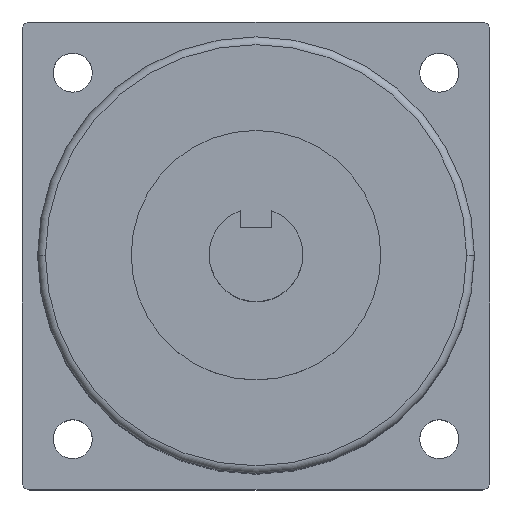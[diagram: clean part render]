
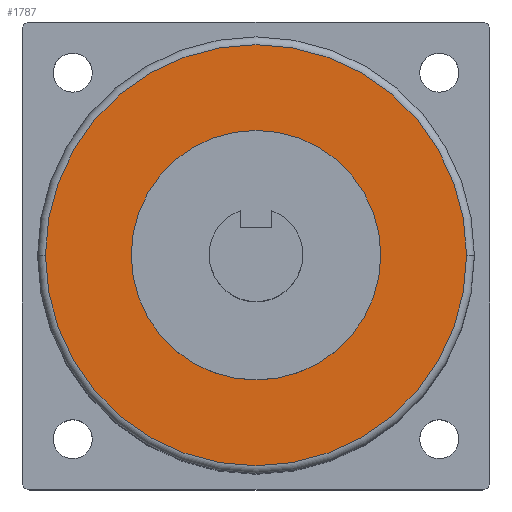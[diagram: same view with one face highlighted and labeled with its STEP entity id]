
A CAD part, top view. The second image highlights one B-rep face of the part: STEP entity #1787.
In plain terms, the highlighted planar face has unit normal (0, 0, 1).
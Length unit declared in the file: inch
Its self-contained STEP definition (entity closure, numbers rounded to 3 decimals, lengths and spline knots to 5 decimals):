
#70 = CARTESIAN_POINT ( 'NONE',  ( 0., 0., 4.56693 ) ) ;
#169 = CARTESIAN_POINT ( 'NONE',  ( 0.62992, 0., 4.56693 ) ) ;
#203 = EDGE_LOOP ( 'NONE', ( #2516, #1105 ) ) ;
#480 = DIRECTION ( 'NONE',  ( 0., 0., 1. ) ) ;
#580 = CIRCLE ( 'NONE', #2436, 0.62992 ) ;
#597 = CARTESIAN_POINT ( 'NONE',  ( 1.06299, 0., 4.56693 ) ) ;
#620 = VERTEX_POINT ( 'NONE', #2177 ) ;
#735 = DIRECTION ( 'NONE',  ( -1., 0., 0. ) ) ;
#748 = PLANE ( 'NONE',  #2144 ) ;
#756 = VERTEX_POINT ( 'NONE', #169 ) ;
#832 = EDGE_LOOP ( 'NONE', ( #2336, #2931 ) ) ;
#856 = CIRCLE ( 'NONE', #1240, 1.06299 ) ;
#958 = FACE_BOUND ( 'NONE', #832, .T. ) ;
#1005 = CARTESIAN_POINT ( 'NONE',  ( 0., 0., 4.56693 ) ) ;
#1105 = ORIENTED_EDGE ( 'NONE', *, *, #1679, .T. ) ;
#1150 = CIRCLE ( 'NONE', #1569, 1.06299 ) ;
#1232 = VERTEX_POINT ( 'NONE', #2324 ) ;
#1240 = AXIS2_PLACEMENT_3D ( 'NONE', #70, #1429, #735 ) ;
#1363 = DIRECTION ( 'NONE',  ( -1., 0., 0. ) ) ;
#1398 = DIRECTION ( 'NONE',  ( 0., 0., 1. ) ) ;
#1429 = DIRECTION ( 'NONE',  ( 0., 0., 1. ) ) ;
#1433 = CIRCLE ( 'NONE', #1666, 0.62992 ) ;
#1508 = DIRECTION ( 'NONE',  ( 0., 0., 1. ) ) ;
#1569 = AXIS2_PLACEMENT_3D ( 'NONE', #2262, #1398, #1363 ) ;
#1666 = AXIS2_PLACEMENT_3D ( 'NONE', #2682, #1508, #1775 ) ;
#1679 = EDGE_CURVE ( 'NONE', #2917, #1232, #1150, .T. ) ;
#1696 = EDGE_CURVE ( 'NONE', #756, #620, #580, .T. ) ;
#1775 = DIRECTION ( 'NONE',  ( 1., 0., 0. ) ) ;
#1787 = ADVANCED_FACE ( 'NONE', ( #1896, #958 ), #748, .F. ) ;
#1796 = DIRECTION ( 'NONE',  ( 1., 0., 0. ) ) ;
#1828 = EDGE_CURVE ( 'NONE', #1232, #2917, #856, .T. ) ;
#1896 = FACE_OUTER_BOUND ( 'NONE', #203, .T. ) ;
#2129 = DIRECTION ( 'NONE',  ( 0., 0., -1. ) ) ;
#2144 = AXIS2_PLACEMENT_3D ( 'NONE', #1005, #2129, #2781 ) ;
#2177 = CARTESIAN_POINT ( 'NONE',  ( -0.62992, 0., 4.56693 ) ) ;
#2262 = CARTESIAN_POINT ( 'NONE',  ( 0., 0., 4.56693 ) ) ;
#2324 = CARTESIAN_POINT ( 'NONE',  ( -1.06299, 0., 4.56693 ) ) ;
#2336 = ORIENTED_EDGE ( 'NONE', *, *, #2404, .F. ) ;
#2404 = EDGE_CURVE ( 'NONE', #620, #756, #1433, .T. ) ;
#2436 = AXIS2_PLACEMENT_3D ( 'NONE', #2525, #480, #1796 ) ;
#2516 = ORIENTED_EDGE ( 'NONE', *, *, #1828, .T. ) ;
#2525 = CARTESIAN_POINT ( 'NONE',  ( 0., 0., 4.56693 ) ) ;
#2682 = CARTESIAN_POINT ( 'NONE',  ( 0., 0., 4.56693 ) ) ;
#2781 = DIRECTION ( 'NONE',  ( -1., 0., 0. ) ) ;
#2917 = VERTEX_POINT ( 'NONE', #597 ) ;
#2931 = ORIENTED_EDGE ( 'NONE', *, *, #1696, .F. ) ;
